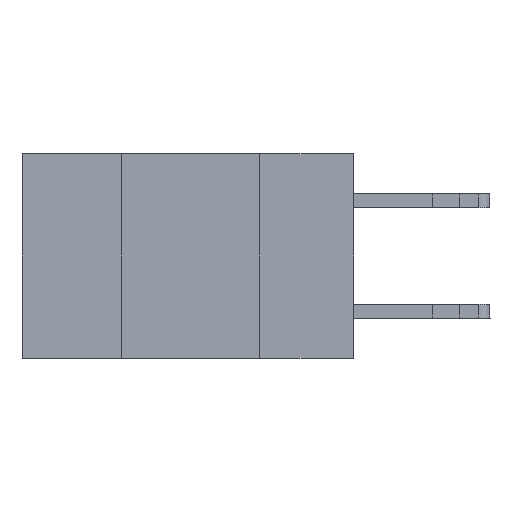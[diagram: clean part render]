
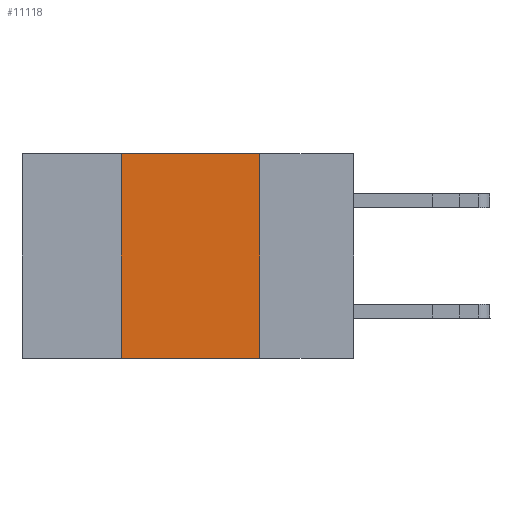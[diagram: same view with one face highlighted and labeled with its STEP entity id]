
A CAD part, left-side view. The second image highlights one B-rep face of the part: STEP entity #11118.
In plain terms, the highlighted planar face has unit normal (-1, 0, 0).
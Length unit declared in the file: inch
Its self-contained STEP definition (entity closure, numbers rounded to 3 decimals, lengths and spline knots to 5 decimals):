
#245 = EDGE_CURVE ( 'NONE', #7394, #13003, #9699, .T. ) ;
#570 = LINE ( 'NONE', #4239, #12103 ) ;
#1475 = CARTESIAN_POINT ( 'NONE',  ( 0., 0.42, 0. ) ) ;
#1737 = CARTESIAN_POINT ( 'NONE',  ( 0., 0.17, 0. ) ) ;
#2108 = FACE_OUTER_BOUND ( 'NONE', #8413, .T. ) ;
#2311 = VECTOR ( 'NONE', #15789, 39.37008 ) ;
#2932 = DIRECTION ( 'NONE',  ( 0., 0., 1. ) ) ;
#4053 = CARTESIAN_POINT ( 'NONE',  ( 0., 0.17, 0. ) ) ;
#4171 = ORIENTED_EDGE ( 'NONE', *, *, #14930, .F. ) ;
#4239 = CARTESIAN_POINT ( 'NONE',  ( 0., 0.6, 0. ) ) ;
#4671 = VERTEX_POINT ( 'NONE', #1737 ) ;
#5295 = CARTESIAN_POINT ( 'NONE',  ( 0., 0.6, 0. ) ) ;
#5350 = DIRECTION ( 'NONE',  ( 0., 0., -1. ) ) ;
#6070 = AXIS2_PLACEMENT_3D ( 'NONE', #5295, #13540, #5350 ) ;
#7394 = VERTEX_POINT ( 'NONE', #7628 ) ;
#7628 = CARTESIAN_POINT ( 'NONE',  ( 0., 0.42, -0.37 ) ) ;
#7705 = EDGE_CURVE ( 'NONE', #9772, #4671, #570, .T. ) ;
#7843 = ORIENTED_EDGE ( 'NONE', *, *, #245, .T. ) ;
#8413 = EDGE_LOOP ( 'NONE', ( #13842, #17894, #4171, #7843 ) ) ;
#9699 = LINE ( 'NONE', #15808, #2311 ) ;
#9772 = VERTEX_POINT ( 'NONE', #10408 ) ;
#10069 = VECTOR ( 'NONE', #2932, 39.37008 ) ;
#10408 = CARTESIAN_POINT ( 'NONE',  ( 0., 0.42, 0. ) ) ;
#10475 = LINE ( 'NONE', #1475, #10069 ) ;
#11118 = ADVANCED_FACE ( 'NONE', ( #2108 ), #12149, .F. ) ;
#12103 = VECTOR ( 'NONE', #15223, 39.37008 ) ;
#12149 = PLANE ( 'NONE',  #6070 ) ;
#13003 = VERTEX_POINT ( 'NONE', #17879 ) ;
#13540 = DIRECTION ( 'NONE',  ( 1., 0., 0. ) ) ;
#13679 = DIRECTION ( 'NONE',  ( 0., 0., -1. ) ) ;
#13842 = ORIENTED_EDGE ( 'NONE', *, *, #17305, .F. ) ;
#14930 = EDGE_CURVE ( 'NONE', #7394, #9772, #10475, .T. ) ;
#15223 = DIRECTION ( 'NONE',  ( 0., -1., 0. ) ) ;
#15789 = DIRECTION ( 'NONE',  ( 0., -1., 0. ) ) ;
#15808 = CARTESIAN_POINT ( 'NONE',  ( 0., 0.6, -0.37 ) ) ;
#17052 = VECTOR ( 'NONE', #13679, 39.37008 ) ;
#17305 = EDGE_CURVE ( 'NONE', #4671, #13003, #17470, .T. ) ;
#17470 = LINE ( 'NONE', #4053, #17052 ) ;
#17879 = CARTESIAN_POINT ( 'NONE',  ( 0., 0.17, -0.37 ) ) ;
#17894 = ORIENTED_EDGE ( 'NONE', *, *, #7705, .F. ) ;
